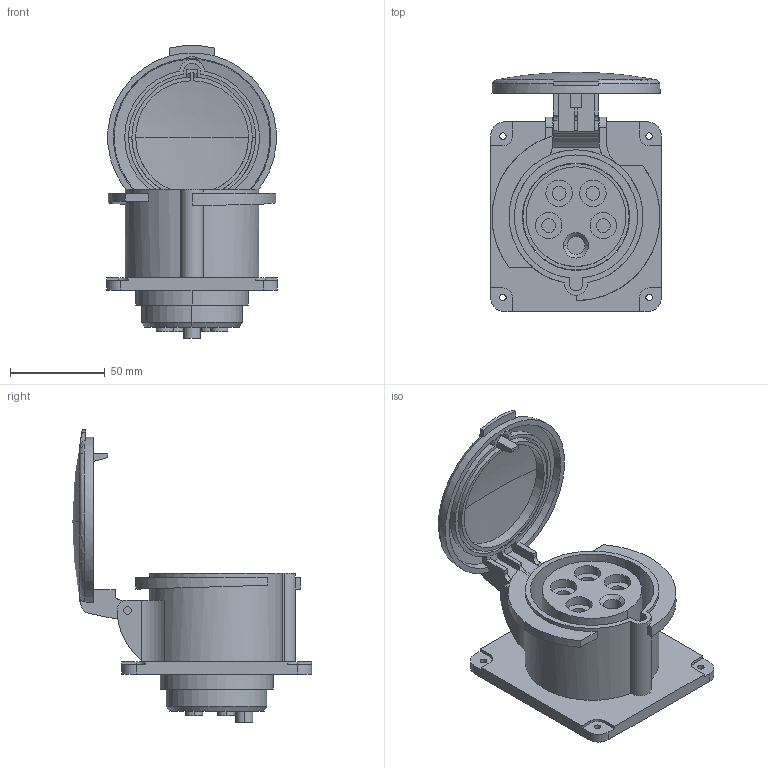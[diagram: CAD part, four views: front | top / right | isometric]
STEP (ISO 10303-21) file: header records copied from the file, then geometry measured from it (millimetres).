
FILE_DESCRIPTION((''),'2;1');
FILE_NAME('PKF32G435_3D-SIMPLIFIED_ASM','2023-02-14T13:09:19',('melanie.cordero'),(''),'CREO PARAMETRIC BY PTC INC, 2018260','CREO PARAMETRIC BY PTC INC, 2018260','');
FILE_SCHEMA(('CONFIG_CONTROL_DESIGN'));
Length unit declared in the file: millimetre
Products named in the file (5): PRT005_1; PRT005_2; PRT005_3; PRT005_4; PKF32G435_3D-SIMPLIFIED_ASM
Assembly tree (4 placements, depth 2):
  PKF32G435_3D-SIMPLIFIED_ASM
    PRT005_1
    PRT005_2
    PRT005_3
    PRT005_4
Bounding box: 90 x 126 x 154.33 mm (x, y, z)
Volume: 266264.8 mm3; surface area: 89848.3 mm2
Topology: 4 solids, 4 shells, 230 faces, 628 edges, 427 vertices
Faces by surface type: plane 107, cylinder 105, bspline 7, sphere 4, cone 4, torus 3
Entity records: 7940 total; most frequent: CARTESIAN_POINT 1766, DIRECTION 1331, ORIENTED_EDGE 1246, EDGE_CURVE 623, AXIS2_PLACEMENT_3D 517, VERTEX_POINT 427, VECTOR 297, LINE 297
